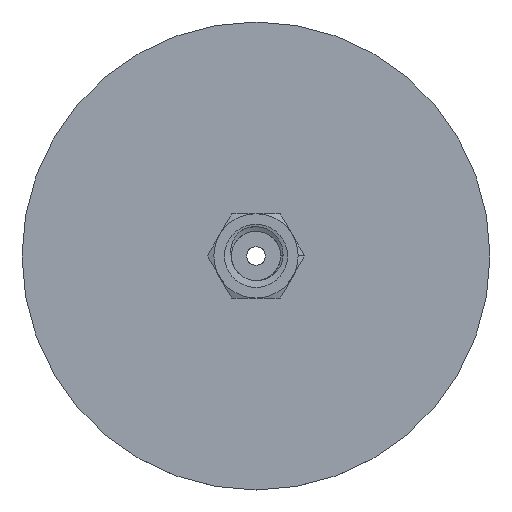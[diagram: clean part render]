
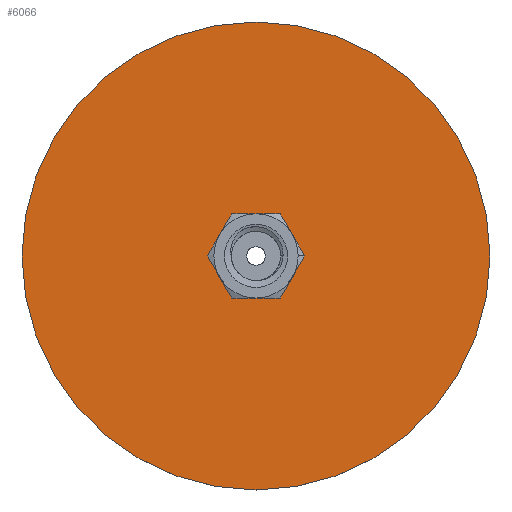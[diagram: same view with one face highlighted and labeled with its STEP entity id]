
A CAD part, top view. The second image highlights one B-rep face of the part: STEP entity #6066.
In plain terms, the highlighted planar face has unit normal (0, 0, 1).
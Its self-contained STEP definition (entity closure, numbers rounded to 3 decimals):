
#3616 = VERTEX_POINT('',#3617);
#3617 = CARTESIAN_POINT('',(7.794,4.5,0.));
#3632 = CONICAL_SURFACE('',#3633,10.392,1.178);
#3633 = AXIS2_PLACEMENT_3D('',#3634,#3635,#3636);
#3634 = CARTESIAN_POINT('',(0.,0.,0.577));
#3635 = DIRECTION('',(0.,0.,1.));
#3636 = DIRECTION('',(1.,0.,0.));
#3709 = CONICAL_SURFACE('',#3710,10.392,1.178);
#3710 = AXIS2_PLACEMENT_3D('',#3711,#3712,#3713);
#3711 = CARTESIAN_POINT('',(0.,0.,0.577));
#3712 = DIRECTION('',(0.,0.,1.));
#3713 = DIRECTION('',(1.,0.,0.));
#3729 = VERTEX_POINT('',#3730);
#3730 = CARTESIAN_POINT('',(0.,9.,0.));
#3797 = CONICAL_SURFACE('',#3798,10.392,1.178);
#3798 = AXIS2_PLACEMENT_3D('',#3799,#3800,#3801);
#3799 = CARTESIAN_POINT('',(0.,0.,0.577));
#3800 = DIRECTION('',(0.,0.,1.));
#3801 = DIRECTION('',(1.,0.,0.));
#3817 = VERTEX_POINT('',#3818);
#3818 = CARTESIAN_POINT('',(-7.794,4.5,0.));
#3885 = CONICAL_SURFACE('',#3886,10.392,1.178);
#3886 = AXIS2_PLACEMENT_3D('',#3887,#3888,#3889);
#3887 = CARTESIAN_POINT('',(0.,0.,0.577));
#3888 = DIRECTION('',(0.,0.,1.));
#3889 = DIRECTION('',(1.,0.,0.));
#3905 = VERTEX_POINT('',#3906);
#3906 = CARTESIAN_POINT('',(-7.794,-4.5,0.));
#3973 = CONICAL_SURFACE('',#3974,10.392,1.178);
#3974 = AXIS2_PLACEMENT_3D('',#3975,#3976,#3977);
#3975 = CARTESIAN_POINT('',(0.,0.,0.577));
#3976 = DIRECTION('',(0.,0.,1.));
#3977 = DIRECTION('',(1.,0.,0.));
#3993 = VERTEX_POINT('',#3994);
#3994 = CARTESIAN_POINT('',(0.,-9.,0.));
#4061 = CONICAL_SURFACE('',#4062,10.392,1.178);
#4062 = AXIS2_PLACEMENT_3D('',#4063,#4064,#4065);
#4063 = CARTESIAN_POINT('',(0.,0.,0.577));
#4064 = DIRECTION('',(0.,0.,1.));
#4065 = DIRECTION('',(1.,0.,0.));
#4081 = VERTEX_POINT('',#4082);
#4082 = CARTESIAN_POINT('',(7.794,-4.5,0.));
#4127 = CONICAL_SURFACE('',#4128,10.392,1.178);
#4128 = AXIS2_PLACEMENT_3D('',#4129,#4130,#4131);
#4129 = CARTESIAN_POINT('',(0.,0.,0.577));
#4130 = DIRECTION('',(0.,0.,1.));
#4131 = DIRECTION('',(1.,0.,0.));
#5001 = VERTEX_POINT('',#5002);
#5002 = CARTESIAN_POINT('',(9.,0.,0.));
#5024 = EDGE_CURVE('',#5001,#3616,#5025,.T.);
#5025 = SURFACE_CURVE('',#5026,(#5031,#5038),.PCURVE_S1.);
#5026 = CIRCLE('',#5027,9.);
#5027 = AXIS2_PLACEMENT_3D('',#5028,#5029,#5030);
#5028 = CARTESIAN_POINT('',(0.,0.,0.));
#5029 = DIRECTION('',(0.,0.,1.));
#5030 = DIRECTION('',(1.,0.,0.));
#5031 = PCURVE('',#3632,#5032);
#5032 = DEFINITIONAL_REPRESENTATION('',(#5033),#5037);
#5033 = LINE('',#5034,#5035);
#5034 = CARTESIAN_POINT('',(0.,-0.577));
#5035 = VECTOR('',#5036,1.);
#5036 = DIRECTION('',(1.,-0.));
#5037 = ( GEOMETRIC_REPRESENTATION_CONTEXT(2) 
PARAMETRIC_REPRESENTATION_CONTEXT() REPRESENTATION_CONTEXT('2D SPACE',''
  ) );
#5038 = PCURVE('',#5039,#5044);
#5039 = PLANE('',#5040);
#5040 = AXIS2_PLACEMENT_3D('',#5041,#5042,#5043);
#5041 = CARTESIAN_POINT('',(0.,0.,0.));
#5042 = DIRECTION('',(0.,0.,1.));
#5043 = DIRECTION('',(1.,0.,0.));
#5044 = DEFINITIONAL_REPRESENTATION('',(#5045),#5049);
#5045 = CIRCLE('',#5046,9.);
#5046 = AXIS2_PLACEMENT_2D('',#5047,#5048);
#5047 = CARTESIAN_POINT('',(0.,0.));
#5048 = DIRECTION('',(1.,0.));
#5049 = ( GEOMETRIC_REPRESENTATION_CONTEXT(2) 
PARAMETRIC_REPRESENTATION_CONTEXT() REPRESENTATION_CONTEXT('2D SPACE',''
  ) );
#5056 = EDGE_CURVE('',#3616,#3729,#5057,.T.);
#5057 = SURFACE_CURVE('',#5058,(#5063,#5070),.PCURVE_S1.);
#5058 = CIRCLE('',#5059,9.);
#5059 = AXIS2_PLACEMENT_3D('',#5060,#5061,#5062);
#5060 = CARTESIAN_POINT('',(0.,0.,0.));
#5061 = DIRECTION('',(0.,0.,1.));
#5062 = DIRECTION('',(1.,0.,0.));
#5063 = PCURVE('',#3709,#5064);
#5064 = DEFINITIONAL_REPRESENTATION('',(#5065),#5069);
#5065 = LINE('',#5066,#5067);
#5066 = CARTESIAN_POINT('',(0.,-0.577));
#5067 = VECTOR('',#5068,1.);
#5068 = DIRECTION('',(1.,-0.));
#5069 = ( GEOMETRIC_REPRESENTATION_CONTEXT(2) 
PARAMETRIC_REPRESENTATION_CONTEXT() REPRESENTATION_CONTEXT('2D SPACE',''
  ) );
#5070 = PCURVE('',#5039,#5071);
#5071 = DEFINITIONAL_REPRESENTATION('',(#5072),#5076);
#5072 = CIRCLE('',#5073,9.);
#5073 = AXIS2_PLACEMENT_2D('',#5074,#5075);
#5074 = CARTESIAN_POINT('',(0.,0.));
#5075 = DIRECTION('',(1.,0.));
#5076 = ( GEOMETRIC_REPRESENTATION_CONTEXT(2) 
PARAMETRIC_REPRESENTATION_CONTEXT() REPRESENTATION_CONTEXT('2D SPACE',''
  ) );
#5083 = EDGE_CURVE('',#3729,#3817,#5084,.T.);
#5084 = SURFACE_CURVE('',#5085,(#5090,#5097),.PCURVE_S1.);
#5085 = CIRCLE('',#5086,9.);
#5086 = AXIS2_PLACEMENT_3D('',#5087,#5088,#5089);
#5087 = CARTESIAN_POINT('',(0.,0.,0.));
#5088 = DIRECTION('',(0.,0.,1.));
#5089 = DIRECTION('',(1.,0.,0.));
#5090 = PCURVE('',#3797,#5091);
#5091 = DEFINITIONAL_REPRESENTATION('',(#5092),#5096);
#5092 = LINE('',#5093,#5094);
#5093 = CARTESIAN_POINT('',(0.,-0.577));
#5094 = VECTOR('',#5095,1.);
#5095 = DIRECTION('',(1.,-0.));
#5096 = ( GEOMETRIC_REPRESENTATION_CONTEXT(2) 
PARAMETRIC_REPRESENTATION_CONTEXT() REPRESENTATION_CONTEXT('2D SPACE',''
  ) );
#5097 = PCURVE('',#5039,#5098);
#5098 = DEFINITIONAL_REPRESENTATION('',(#5099),#5103);
#5099 = CIRCLE('',#5100,9.);
#5100 = AXIS2_PLACEMENT_2D('',#5101,#5102);
#5101 = CARTESIAN_POINT('',(0.,0.));
#5102 = DIRECTION('',(1.,0.));
#5103 = ( GEOMETRIC_REPRESENTATION_CONTEXT(2) 
PARAMETRIC_REPRESENTATION_CONTEXT() REPRESENTATION_CONTEXT('2D SPACE',''
  ) );
#5110 = EDGE_CURVE('',#3817,#3905,#5111,.T.);
#5111 = SURFACE_CURVE('',#5112,(#5117,#5124),.PCURVE_S1.);
#5112 = CIRCLE('',#5113,9.);
#5113 = AXIS2_PLACEMENT_3D('',#5114,#5115,#5116);
#5114 = CARTESIAN_POINT('',(0.,0.,0.));
#5115 = DIRECTION('',(0.,0.,1.));
#5116 = DIRECTION('',(1.,0.,0.));
#5117 = PCURVE('',#3885,#5118);
#5118 = DEFINITIONAL_REPRESENTATION('',(#5119),#5123);
#5119 = LINE('',#5120,#5121);
#5120 = CARTESIAN_POINT('',(0.,-0.577));
#5121 = VECTOR('',#5122,1.);
#5122 = DIRECTION('',(1.,-0.));
#5123 = ( GEOMETRIC_REPRESENTATION_CONTEXT(2) 
PARAMETRIC_REPRESENTATION_CONTEXT() REPRESENTATION_CONTEXT('2D SPACE',''
  ) );
#5124 = PCURVE('',#5039,#5125);
#5125 = DEFINITIONAL_REPRESENTATION('',(#5126),#5130);
#5126 = CIRCLE('',#5127,9.);
#5127 = AXIS2_PLACEMENT_2D('',#5128,#5129);
#5128 = CARTESIAN_POINT('',(0.,0.));
#5129 = DIRECTION('',(1.,0.));
#5130 = ( GEOMETRIC_REPRESENTATION_CONTEXT(2) 
PARAMETRIC_REPRESENTATION_CONTEXT() REPRESENTATION_CONTEXT('2D SPACE',''
  ) );
#5137 = EDGE_CURVE('',#3905,#3993,#5138,.T.);
#5138 = SURFACE_CURVE('',#5139,(#5144,#5151),.PCURVE_S1.);
#5139 = CIRCLE('',#5140,9.);
#5140 = AXIS2_PLACEMENT_3D('',#5141,#5142,#5143);
#5141 = CARTESIAN_POINT('',(0.,0.,0.));
#5142 = DIRECTION('',(0.,0.,1.));
#5143 = DIRECTION('',(1.,0.,0.));
#5144 = PCURVE('',#3973,#5145);
#5145 = DEFINITIONAL_REPRESENTATION('',(#5146),#5150);
#5146 = LINE('',#5147,#5148);
#5147 = CARTESIAN_POINT('',(0.,-0.577));
#5148 = VECTOR('',#5149,1.);
#5149 = DIRECTION('',(1.,-0.));
#5150 = ( GEOMETRIC_REPRESENTATION_CONTEXT(2) 
PARAMETRIC_REPRESENTATION_CONTEXT() REPRESENTATION_CONTEXT('2D SPACE',''
  ) );
#5151 = PCURVE('',#5039,#5152);
#5152 = DEFINITIONAL_REPRESENTATION('',(#5153),#5157);
#5153 = CIRCLE('',#5154,9.);
#5154 = AXIS2_PLACEMENT_2D('',#5155,#5156);
#5155 = CARTESIAN_POINT('',(0.,0.));
#5156 = DIRECTION('',(1.,0.));
#5157 = ( GEOMETRIC_REPRESENTATION_CONTEXT(2) 
PARAMETRIC_REPRESENTATION_CONTEXT() REPRESENTATION_CONTEXT('2D SPACE',''
  ) );
#5164 = EDGE_CURVE('',#3993,#4081,#5165,.T.);
#5165 = SURFACE_CURVE('',#5166,(#5171,#5178),.PCURVE_S1.);
#5166 = CIRCLE('',#5167,9.);
#5167 = AXIS2_PLACEMENT_3D('',#5168,#5169,#5170);
#5168 = CARTESIAN_POINT('',(0.,0.,0.));
#5169 = DIRECTION('',(0.,0.,1.));
#5170 = DIRECTION('',(1.,0.,0.));
#5171 = PCURVE('',#4061,#5172);
#5172 = DEFINITIONAL_REPRESENTATION('',(#5173),#5177);
#5173 = LINE('',#5174,#5175);
#5174 = CARTESIAN_POINT('',(0.,-0.577));
#5175 = VECTOR('',#5176,1.);
#5176 = DIRECTION('',(1.,-0.));
#5177 = ( GEOMETRIC_REPRESENTATION_CONTEXT(2) 
PARAMETRIC_REPRESENTATION_CONTEXT() REPRESENTATION_CONTEXT('2D SPACE',''
  ) );
#5178 = PCURVE('',#5039,#5179);
#5179 = DEFINITIONAL_REPRESENTATION('',(#5180),#5184);
#5180 = CIRCLE('',#5181,9.);
#5181 = AXIS2_PLACEMENT_2D('',#5182,#5183);
#5182 = CARTESIAN_POINT('',(0.,0.));
#5183 = DIRECTION('',(1.,0.));
#5184 = ( GEOMETRIC_REPRESENTATION_CONTEXT(2) 
PARAMETRIC_REPRESENTATION_CONTEXT() REPRESENTATION_CONTEXT('2D SPACE',''
  ) );
#5191 = EDGE_CURVE('',#4081,#5001,#5192,.T.);
#5192 = SURFACE_CURVE('',#5193,(#5198,#5205),.PCURVE_S1.);
#5193 = CIRCLE('',#5194,9.);
#5194 = AXIS2_PLACEMENT_3D('',#5195,#5196,#5197);
#5195 = CARTESIAN_POINT('',(0.,0.,0.));
#5196 = DIRECTION('',(0.,0.,1.));
#5197 = DIRECTION('',(1.,0.,0.));
#5198 = PCURVE('',#4127,#5199);
#5199 = DEFINITIONAL_REPRESENTATION('',(#5200),#5204);
#5200 = LINE('',#5201,#5202);
#5201 = CARTESIAN_POINT('',(0.,-0.577));
#5202 = VECTOR('',#5203,1.);
#5203 = DIRECTION('',(1.,-0.));
#5204 = ( GEOMETRIC_REPRESENTATION_CONTEXT(2) 
PARAMETRIC_REPRESENTATION_CONTEXT() REPRESENTATION_CONTEXT('2D SPACE',''
  ) );
#5205 = PCURVE('',#5039,#5206);
#5206 = DEFINITIONAL_REPRESENTATION('',(#5207),#5211);
#5207 = CIRCLE('',#5208,9.);
#5208 = AXIS2_PLACEMENT_2D('',#5209,#5210);
#5209 = CARTESIAN_POINT('',(0.,0.));
#5210 = DIRECTION('',(1.,0.));
#5211 = ( GEOMETRIC_REPRESENTATION_CONTEXT(2) 
PARAMETRIC_REPRESENTATION_CONTEXT() REPRESENTATION_CONTEXT('2D SPACE',''
  ) );
#6066 = ADVANCED_FACE('',(#6067,#6102),#5039,.T.);
#6067 = FACE_BOUND('',#6068,.T.);
#6068 = EDGE_LOOP('',(#6069));
#6069 = ORIENTED_EDGE('',*,*,#6070,.F.);
#6070 = EDGE_CURVE('',#6071,#6071,#6073,.T.);
#6071 = VERTEX_POINT('',#6072);
#6072 = CARTESIAN_POINT('',(50.,0.,0.));
#6073 = SURFACE_CURVE('',#6074,(#6079,#6090),.PCURVE_S1.);
#6074 = CIRCLE('',#6075,50.);
#6075 = AXIS2_PLACEMENT_3D('',#6076,#6077,#6078);
#6076 = CARTESIAN_POINT('',(0.,0.,0.));
#6077 = DIRECTION('',(0.,0.,-1.));
#6078 = DIRECTION('',(1.,0.,0.));
#6079 = PCURVE('',#5039,#6080);
#6080 = DEFINITIONAL_REPRESENTATION('',(#6081),#6089);
#6081 = ( BOUNDED_CURVE() B_SPLINE_CURVE(2,(#6082,#6083,#6084,#6085,
#6086,#6087,#6088),.UNSPECIFIED.,.T.,.F.) B_SPLINE_CURVE_WITH_KNOTS((1,2
    ,2,2,2,1),(-2.094,0.,2.094,4.189,
6.283,8.378),.UNSPECIFIED.) CURVE() 
GEOMETRIC_REPRESENTATION_ITEM() RATIONAL_B_SPLINE_CURVE((1.,0.5,1.,0.5,
1.,0.5,1.)) REPRESENTATION_ITEM('') );
#6082 = CARTESIAN_POINT('',(50.,0.));
#6083 = CARTESIAN_POINT('',(50.,-86.603));
#6084 = CARTESIAN_POINT('',(-25.,-43.301));
#6085 = CARTESIAN_POINT('',(-100.,0.));
#6086 = CARTESIAN_POINT('',(-25.,43.301));
#6087 = CARTESIAN_POINT('',(50.,86.603));
#6088 = CARTESIAN_POINT('',(50.,0.));
#6089 = ( GEOMETRIC_REPRESENTATION_CONTEXT(2) 
PARAMETRIC_REPRESENTATION_CONTEXT() REPRESENTATION_CONTEXT('2D SPACE',''
  ) );
#6090 = PCURVE('',#6091,#6096);
#6091 = CYLINDRICAL_SURFACE('',#6092,50.);
#6092 = AXIS2_PLACEMENT_3D('',#6093,#6094,#6095);
#6093 = CARTESIAN_POINT('',(0.,0.,0.));
#6094 = DIRECTION('',(0.,0.,1.));
#6095 = DIRECTION('',(1.,0.,0.));
#6096 = DEFINITIONAL_REPRESENTATION('',(#6097),#6101);
#6097 = LINE('',#6098,#6099);
#6098 = CARTESIAN_POINT('',(-0.,0.));
#6099 = VECTOR('',#6100,1.);
#6100 = DIRECTION('',(-1.,0.));
#6101 = ( GEOMETRIC_REPRESENTATION_CONTEXT(2) 
PARAMETRIC_REPRESENTATION_CONTEXT() REPRESENTATION_CONTEXT('2D SPACE',''
  ) );
#6102 = FACE_BOUND('',#6103,.T.);
#6103 = EDGE_LOOP('',(#6104,#6105,#6106,#6107,#6108,#6109,#6110));
#6104 = ORIENTED_EDGE('',*,*,#5024,.F.);
#6105 = ORIENTED_EDGE('',*,*,#5191,.F.);
#6106 = ORIENTED_EDGE('',*,*,#5164,.F.);
#6107 = ORIENTED_EDGE('',*,*,#5137,.F.);
#6108 = ORIENTED_EDGE('',*,*,#5110,.F.);
#6109 = ORIENTED_EDGE('',*,*,#5083,.F.);
#6110 = ORIENTED_EDGE('',*,*,#5056,.F.);
